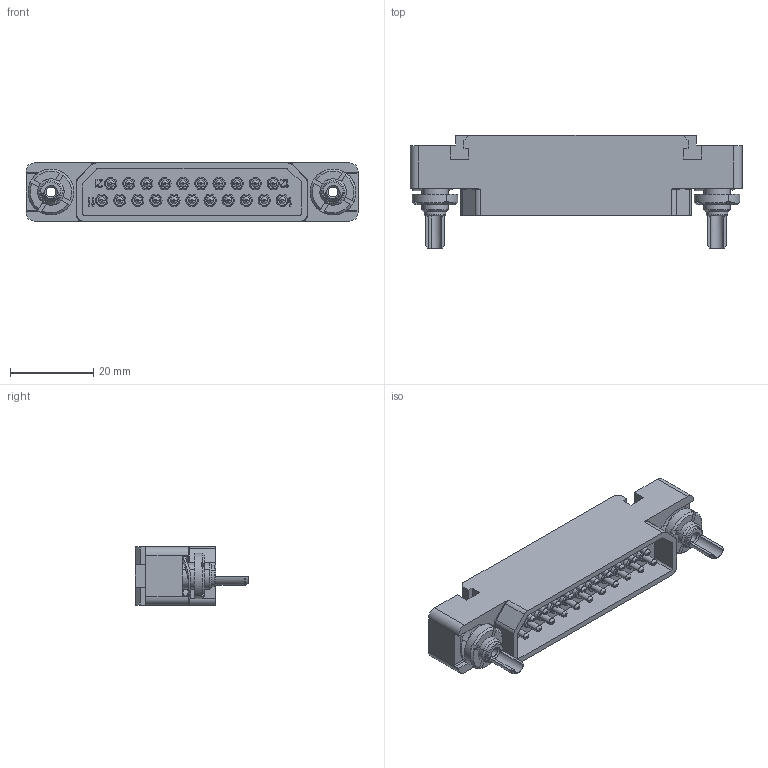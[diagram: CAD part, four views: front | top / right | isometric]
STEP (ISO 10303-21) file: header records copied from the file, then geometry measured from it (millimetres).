
FILE_DESCRIPTION((''),'2;1');
FILE_NAME('1900ND04P2B00E','2019-10-29T',('presta_be4'),(''),'CREO PARAMETRIC BY PTC INC, 2018360','CREO PARAMETRIC BY PTC INC, 2018360','');
FILE_SCHEMA(('CONFIG_CONTROL_DESIGN'));
Products named in the file (1): 1900ND04P2B00E
Bounding box: 80 x 27.26 x 14 mm (x, y, z)
Volume: 11310.2 mm3; surface area: 13726.5 mm2
Topology: 1 solids, 2 shells, 1460 faces, 3546 edges, 2205 vertices
Faces by surface type: plane 528, cylinder 526, cone 214, torus 112, bspline 54, extrusion 26
Entity records: 55836 total; most frequent: CARTESIAN_POINT 21335, DIRECTION 7350, ORIENTED_EDGE 7000, EDGE_CURVE 3500, AXIS2_PLACEMENT_3D 2782, VERTEX_POINT 2205, VECTOR 1786, LINE 1760
